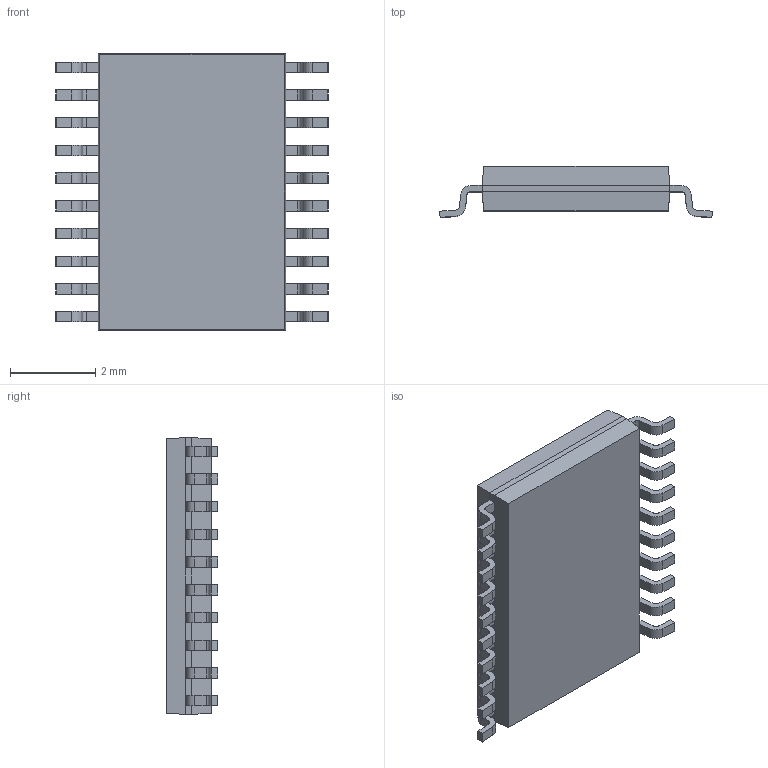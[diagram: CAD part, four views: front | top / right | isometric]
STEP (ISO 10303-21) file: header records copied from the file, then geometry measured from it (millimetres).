
FILE_DESCRIPTION (( 'STEP AP214' ), '1' );
FILE_NAME ('STM32F030F4P6.STEP', '2019-11-06T00:24:38', ( '' ), ( '' ), 'SwSTEP 2.0', 'SolidWorks 2017', '' );
FILE_SCHEMA (( 'AUTOMOTIVE_DESIGN' ));
Length unit declared in the file: millimetre
Products named in the file (1): STM32F030F4P6
Bounding box: 6.4 x 1.2 x 6.5 mm (x, y, z)
Volume: 30.7 mm3; surface area: 102.2 mm2
Topology: 21 solids, 21 shells, 297 faces, 754 edges, 500 vertices
Faces by surface type: plane 215, cylinder 82
Entity records: 9122 total; most frequent: CARTESIAN_POINT 1552, DIRECTION 1514, ORIENTED_EDGE 1508, EDGE_CURVE 754, LINE 590, VECTOR 590, VERTEX_POINT 500, AXIS2_PLACEMENT_3D 462
